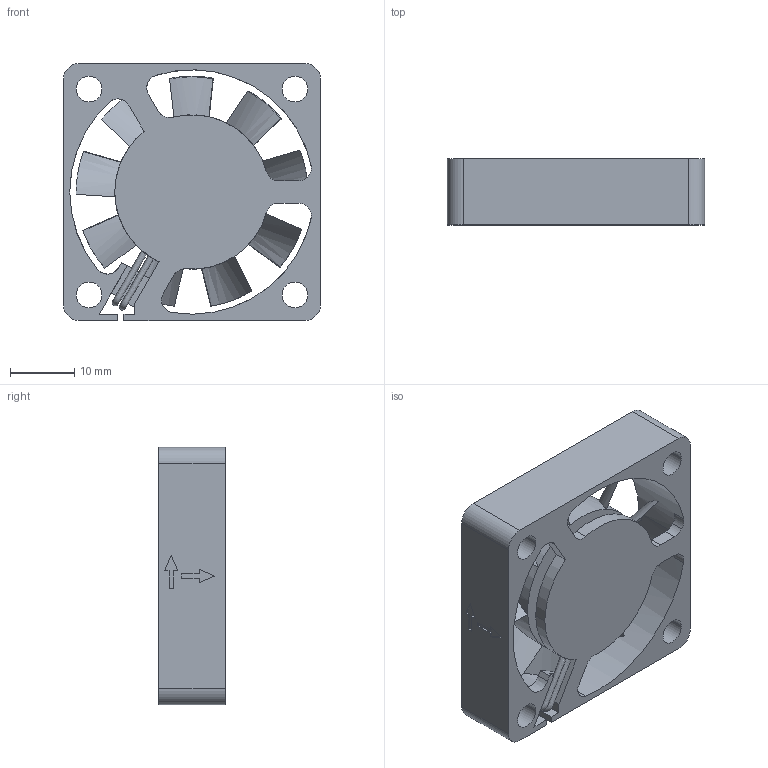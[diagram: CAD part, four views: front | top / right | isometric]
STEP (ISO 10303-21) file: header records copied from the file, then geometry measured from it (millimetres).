
FILE_DESCRIPTION(('STEP AP214'),'1');
FILE_NAME('fan.stp','2022-04-26T17:04:21',(' '),(' '),'Spatial InterOp 3D',' ',' ');
FILE_SCHEMA(('AUTOMOTIVE_DESIGN { 1 0 10303 214 1 1 1 1 }'));
Length unit declared in the file: metre
Products named in the file (5): fan; Hub; Impeller; Cable 1; Cable 2
Assembly tree (4 placements, depth 2):
  fan
    Hub
    Impeller
    Cable 1
    Cable 2
Bounding box: 40 x 10.3 x 40 mm (x, y, z)
Volume: 7282.1 mm3; surface area: 8657.4 mm2
Topology: 4 solids, 4 shells, 182 faces, 485 edges, 317 vertices
Faces by surface type: plane 78, cylinder 51, bspline 49, sphere 4
Entity records: 8827 total; most frequent: CARTESIAN_POINT 4416, ORIENTED_EDGE 970, DIRECTION 756, EDGE_CURVE 485, VERTEX_POINT 317, AXIS2_PLACEMENT_3D 273, LINE 210, VECTOR 210
